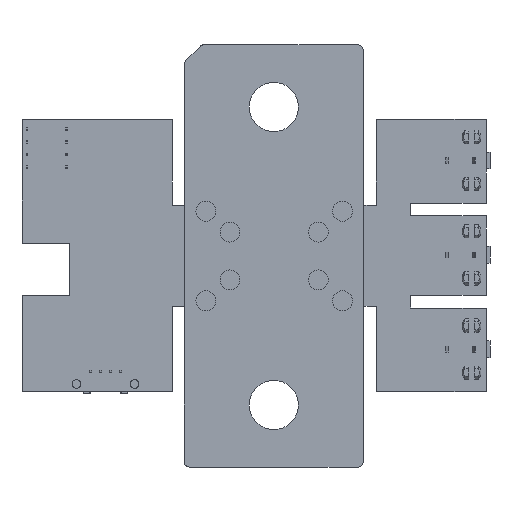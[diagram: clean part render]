
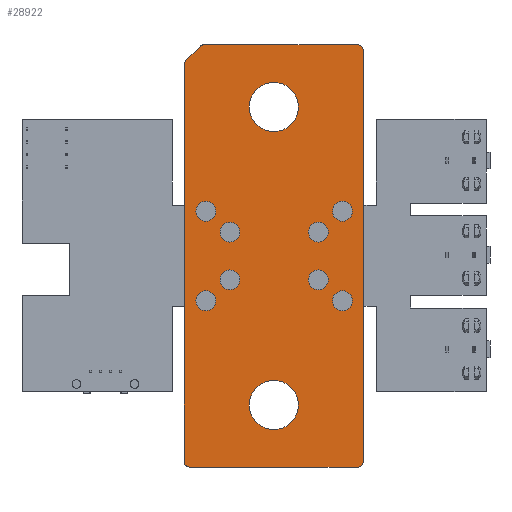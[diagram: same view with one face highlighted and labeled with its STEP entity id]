
A CAD part, front view. The second image highlights one B-rep face of the part: STEP entity #28922.
In plain terms, the highlighted planar face has unit normal (0, -1, 0).
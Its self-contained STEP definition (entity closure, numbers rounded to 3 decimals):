
#771=FACE_BOUND('',#4621,.T.);
#772=FACE_BOUND('',#4622,.T.);
#773=FACE_BOUND('',#4623,.T.);
#774=FACE_BOUND('',#4624,.T.);
#775=FACE_BOUND('',#4625,.T.);
#776=FACE_BOUND('',#4626,.T.);
#777=FACE_BOUND('',#4627,.T.);
#778=FACE_BOUND('',#4628,.T.);
#779=FACE_BOUND('',#4629,.T.);
#780=FACE_BOUND('',#4630,.T.);
#1359=CIRCLE('',#31026,1.25);
#1361=CIRCLE('',#31029,1.25);
#1363=CIRCLE('',#31032,1.25);
#1365=CIRCLE('',#31035,1.25);
#1367=CIRCLE('',#31038,1.25);
#1369=CIRCLE('',#31041,1.25);
#1371=CIRCLE('',#31044,1.25);
#1373=CIRCLE('',#31047,1.25);
#1375=CIRCLE('',#31050,4.95);
#1377=CIRCLE('',#31053,4.95);
#1380=CIRCLE('',#31058,1.);
#1382=CIRCLE('',#31062,1.);
#1384=CIRCLE('',#31066,1.);
#1386=CIRCLE('',#31070,1.);
#1388=CIRCLE('',#31074,1.);
#2936=FACE_OUTER_BOUND('',#4620,.T.);
#4620=EDGE_LOOP('',(#25897,#25898,#25899,#25900,#25901,#25902,#25903,#25904,
#25905,#25906));
#4621=EDGE_LOOP('',(#25907));
#4622=EDGE_LOOP('',(#25908));
#4623=EDGE_LOOP('',(#25909));
#4624=EDGE_LOOP('',(#25910));
#4625=EDGE_LOOP('',(#25911));
#4626=EDGE_LOOP('',(#25912));
#4627=EDGE_LOOP('',(#25913));
#4628=EDGE_LOOP('',(#25914));
#4629=EDGE_LOOP('',(#25915));
#4630=EDGE_LOOP('',(#25916));
#8021=LINE('',#54339,#11281);
#8025=LINE('',#54351,#11285);
#8029=LINE('',#54363,#11289);
#8033=LINE('',#54375,#11293);
#8037=LINE('',#54387,#11297);
#11281=VECTOR('',#38405,10.);
#11285=VECTOR('',#38417,10.);
#11289=VECTOR('',#38429,10.);
#11293=VECTOR('',#38441,10.);
#11297=VECTOR('',#38453,10.);
#13870=VERTEX_POINT('',#54283);
#13872=VERTEX_POINT('',#54288);
#13874=VERTEX_POINT('',#54293);
#13876=VERTEX_POINT('',#54298);
#13878=VERTEX_POINT('',#54303);
#13880=VERTEX_POINT('',#54308);
#13882=VERTEX_POINT('',#54313);
#13884=VERTEX_POINT('',#54318);
#13886=VERTEX_POINT('',#54323);
#13888=VERTEX_POINT('',#54328);
#13892=VERTEX_POINT('',#54336);
#13893=VERTEX_POINT('',#54338);
#13895=VERTEX_POINT('',#54344);
#13897=VERTEX_POINT('',#54350);
#13899=VERTEX_POINT('',#54356);
#13901=VERTEX_POINT('',#54362);
#13903=VERTEX_POINT('',#54368);
#13905=VERTEX_POINT('',#54374);
#13907=VERTEX_POINT('',#54380);
#13909=VERTEX_POINT('',#54386);
#17901=EDGE_CURVE('',#13870,#13870,#1359,.T.);
#17903=EDGE_CURVE('',#13872,#13872,#1361,.T.);
#17905=EDGE_CURVE('',#13874,#13874,#1363,.T.);
#17907=EDGE_CURVE('',#13876,#13876,#1365,.T.);
#17909=EDGE_CURVE('',#13878,#13878,#1367,.T.);
#17911=EDGE_CURVE('',#13880,#13880,#1369,.T.);
#17913=EDGE_CURVE('',#13882,#13882,#1371,.T.);
#17915=EDGE_CURVE('',#13884,#13884,#1373,.T.);
#17917=EDGE_CURVE('',#13886,#13886,#1375,.T.);
#17919=EDGE_CURVE('',#13888,#13888,#1377,.T.);
#17923=EDGE_CURVE('',#13893,#13892,#8021,.T.);
#17926=EDGE_CURVE('',#13895,#13893,#1380,.T.);
#17929=EDGE_CURVE('',#13897,#13895,#8025,.T.);
#17932=EDGE_CURVE('',#13899,#13897,#1382,.T.);
#17935=EDGE_CURVE('',#13901,#13899,#8029,.T.);
#17938=EDGE_CURVE('',#13903,#13901,#1384,.T.);
#17941=EDGE_CURVE('',#13905,#13903,#8033,.T.);
#17944=EDGE_CURVE('',#13907,#13905,#1386,.T.);
#17947=EDGE_CURVE('',#13909,#13907,#8037,.T.);
#17950=EDGE_CURVE('',#13892,#13909,#1388,.T.);
#25897=ORIENTED_EDGE('',*,*,#17950,.T.);
#25898=ORIENTED_EDGE('',*,*,#17947,.T.);
#25899=ORIENTED_EDGE('',*,*,#17944,.T.);
#25900=ORIENTED_EDGE('',*,*,#17941,.T.);
#25901=ORIENTED_EDGE('',*,*,#17938,.T.);
#25902=ORIENTED_EDGE('',*,*,#17935,.T.);
#25903=ORIENTED_EDGE('',*,*,#17932,.T.);
#25904=ORIENTED_EDGE('',*,*,#17929,.T.);
#25905=ORIENTED_EDGE('',*,*,#17926,.T.);
#25906=ORIENTED_EDGE('',*,*,#17923,.T.);
#25907=ORIENTED_EDGE('',*,*,#17901,.T.);
#25908=ORIENTED_EDGE('',*,*,#17903,.T.);
#25909=ORIENTED_EDGE('',*,*,#17905,.T.);
#25910=ORIENTED_EDGE('',*,*,#17907,.T.);
#25911=ORIENTED_EDGE('',*,*,#17909,.T.);
#25912=ORIENTED_EDGE('',*,*,#17911,.T.);
#25913=ORIENTED_EDGE('',*,*,#17913,.T.);
#25914=ORIENTED_EDGE('',*,*,#17915,.T.);
#25915=ORIENTED_EDGE('',*,*,#17919,.T.);
#25916=ORIENTED_EDGE('',*,*,#17917,.T.);
#27379=PLANE('',#31075);
#28922=ADVANCED_FACE('',(#2936,#771,#772,#773,#774,#775,#776,#777,#778,
#779,#780),#27379,.T.);
#31026=AXIS2_PLACEMENT_3D('',#54284,#38343,#38344);
#31029=AXIS2_PLACEMENT_3D('',#54289,#38349,#38350);
#31032=AXIS2_PLACEMENT_3D('',#54294,#38355,#38356);
#31035=AXIS2_PLACEMENT_3D('',#54299,#38361,#38362);
#31038=AXIS2_PLACEMENT_3D('',#54304,#38367,#38368);
#31041=AXIS2_PLACEMENT_3D('',#54309,#38373,#38374);
#31044=AXIS2_PLACEMENT_3D('',#54314,#38379,#38380);
#31047=AXIS2_PLACEMENT_3D('',#54319,#38385,#38386);
#31050=AXIS2_PLACEMENT_3D('',#54324,#38391,#38392);
#31053=AXIS2_PLACEMENT_3D('',#54329,#38397,#38398);
#31058=AXIS2_PLACEMENT_3D('',#54345,#38411,#38412);
#31062=AXIS2_PLACEMENT_3D('',#54357,#38423,#38424);
#31066=AXIS2_PLACEMENT_3D('',#54369,#38435,#38436);
#31070=AXIS2_PLACEMENT_3D('',#54381,#38447,#38448);
#31074=AXIS2_PLACEMENT_3D('',#54391,#38459,#38460);
#31075=AXIS2_PLACEMENT_3D('',#54392,#38461,#38462);
#38343=DIRECTION('center_axis',(0.,1.,0.));
#38344=DIRECTION('ref_axis',(1.,0.,0.));
#38349=DIRECTION('center_axis',(0.,1.,0.));
#38350=DIRECTION('ref_axis',(1.,0.,0.));
#38355=DIRECTION('center_axis',(0.,1.,0.));
#38356=DIRECTION('ref_axis',(1.,0.,0.));
#38361=DIRECTION('center_axis',(0.,1.,0.));
#38362=DIRECTION('ref_axis',(1.,0.,0.));
#38367=DIRECTION('center_axis',(0.,1.,0.));
#38368=DIRECTION('ref_axis',(1.,0.,0.));
#38373=DIRECTION('center_axis',(0.,1.,0.));
#38374=DIRECTION('ref_axis',(1.,0.,0.));
#38379=DIRECTION('center_axis',(0.,1.,0.));
#38380=DIRECTION('ref_axis',(1.,0.,0.));
#38385=DIRECTION('center_axis',(0.,1.,0.));
#38386=DIRECTION('ref_axis',(1.,0.,0.));
#38391=DIRECTION('center_axis',(0.,1.,0.));
#38392=DIRECTION('ref_axis',(1.,0.,0.));
#38397=DIRECTION('center_axis',(0.,1.,0.));
#38398=DIRECTION('ref_axis',(1.,0.,0.));
#38405=DIRECTION('',(0.707,0.,0.707));
#38411=DIRECTION('center_axis',(0.,-1.,0.));
#38412=DIRECTION('ref_axis',(0.,0.,
-1.));
#38417=DIRECTION('',(1.,0.,0.));
#38423=DIRECTION('center_axis',(0.,-1.,0.));
#38424=DIRECTION('ref_axis',(-1.,0.,0.));
#38429=DIRECTION('',(0.,0.,-1.));
#38435=DIRECTION('center_axis',(0.,-1.,0.));
#38436=DIRECTION('ref_axis',(0.,0.,
1.));
#38441=DIRECTION('',(-1.,0.,0.));
#38447=DIRECTION('center_axis',(0.,-1.,0.));
#38448=DIRECTION('ref_axis',(1.,0.,0.));
#38453=DIRECTION('',(0.,0.,1.));
#38459=DIRECTION('center_axis',(0.,-1.,0.));
#38460=DIRECTION('ref_axis',(0.707,0.,-0.707));
#38461=DIRECTION('center_axis',(0.,-1.,0.));
#38462=DIRECTION('ref_axis',(1.,0.,0.));
#54283=CARTESIAN_POINT('',(12.5,7.322,-67.9));
#54284=CARTESIAN_POINT('Origin',(13.75,7.322,-67.9));
#54288=CARTESIAN_POINT('',(-10.14,7.322,-54.09));
#54289=CARTESIAN_POINT('Origin',(-8.89,7.322,-54.09));
#54293=CARTESIAN_POINT('',(12.5,7.322,-49.9));
#54294=CARTESIAN_POINT('Origin',(13.75,7.322,-49.9));
#54298=CARTESIAN_POINT('',(-10.14,7.322,-63.71));
#54299=CARTESIAN_POINT('Origin',(-8.89,7.322,-63.71));
#54303=CARTESIAN_POINT('',(7.64,7.322,-63.71));
#54304=CARTESIAN_POINT('Origin',(8.89,7.322,-63.71));
#54308=CARTESIAN_POINT('',(-15.,7.322,-49.9));
#54309=CARTESIAN_POINT('Origin',(-13.75,7.322,-49.9));
#54313=CARTESIAN_POINT('',(7.64,7.322,-54.09));
#54314=CARTESIAN_POINT('Origin',(8.89,7.322,-54.09));
#54318=CARTESIAN_POINT('',(-15.,7.322,-67.9));
#54319=CARTESIAN_POINT('Origin',(-13.75,7.322,-67.9));
#54323=CARTESIAN_POINT('',(0.,7.322,-33.85));
#54324=CARTESIAN_POINT('Origin',(0.,7.322,
-28.9));
#54328=CARTESIAN_POINT('',(-4.95,7.322,-88.9));
#54329=CARTESIAN_POINT('Origin',(0.,7.322,
-88.9));
#54336=CARTESIAN_POINT('',(17.707,7.322,-98.192));
#54338=CARTESIAN_POINT('',(14.793,7.322,-101.107));
#54339=CARTESIAN_POINT('',(17.707,7.322,-98.192));
#54344=CARTESIAN_POINT('',(14.086,7.322,-101.4));
#54345=CARTESIAN_POINT('Origin',(14.086,7.322,-100.4));
#54350=CARTESIAN_POINT('',(-17.,7.322,-101.4));
#54351=CARTESIAN_POINT('',(-17.,7.322,-101.4));
#54356=CARTESIAN_POINT('',(-18.,7.322,-100.4));
#54357=CARTESIAN_POINT('Origin',(-17.,7.322,-100.4));
#54362=CARTESIAN_POINT('',(-18.,7.322,-17.4));
#54363=CARTESIAN_POINT('',(-18.,7.322,-17.4));
#54368=CARTESIAN_POINT('',(-17.,7.322,-16.4));
#54369=CARTESIAN_POINT('Origin',(-17.,7.322,-17.4));
#54374=CARTESIAN_POINT('',(17.,7.322,-16.4));
#54375=CARTESIAN_POINT('',(17.,7.322,-16.4));
#54380=CARTESIAN_POINT('',(18.,7.322,-17.4));
#54381=CARTESIAN_POINT('Origin',(17.,7.322,-17.4));
#54386=CARTESIAN_POINT('',(18.,7.322,-97.485));
#54387=CARTESIAN_POINT('',(18.,7.322,-97.485));
#54391=CARTESIAN_POINT('Origin',(17.,7.322,-97.485));
#54392=CARTESIAN_POINT('Origin',(0.,7.322,-58.9));
